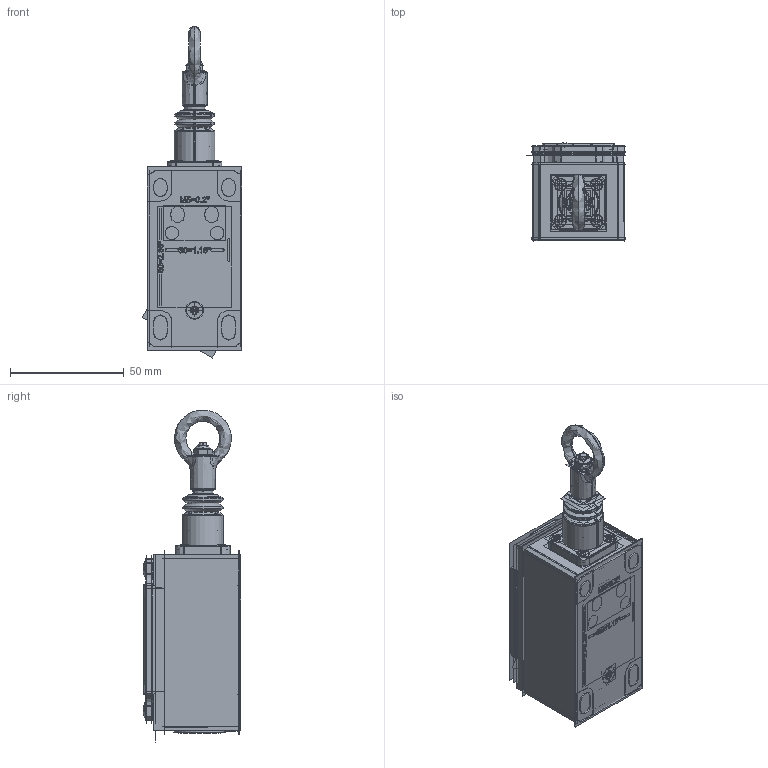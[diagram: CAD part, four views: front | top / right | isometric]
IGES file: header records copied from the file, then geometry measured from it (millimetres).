
Start section:  PTC IGES file: siem2-a2z_6112861101_asm.igs
Global section: file name: siem2-a2z_6112861101_asm.igs; native system: Pro/ENGINEER by Parametric Technology Corporation; preprocessor: 2005070; author: K.Falk; organization: Unknown; date: 080409.104507; units: millimetre
Bounding box: 43.87 x 43.04 x 145.91 mm (x, y, z)
Volume: 56788.3 mm3; surface area: 319303.3 mm2
Topology: 17 solids, 36 shells, 3302 faces, 16328 edges, 20436 vertices
Faces by surface type: bspline 1574, revolution 1092, extrusion 636
